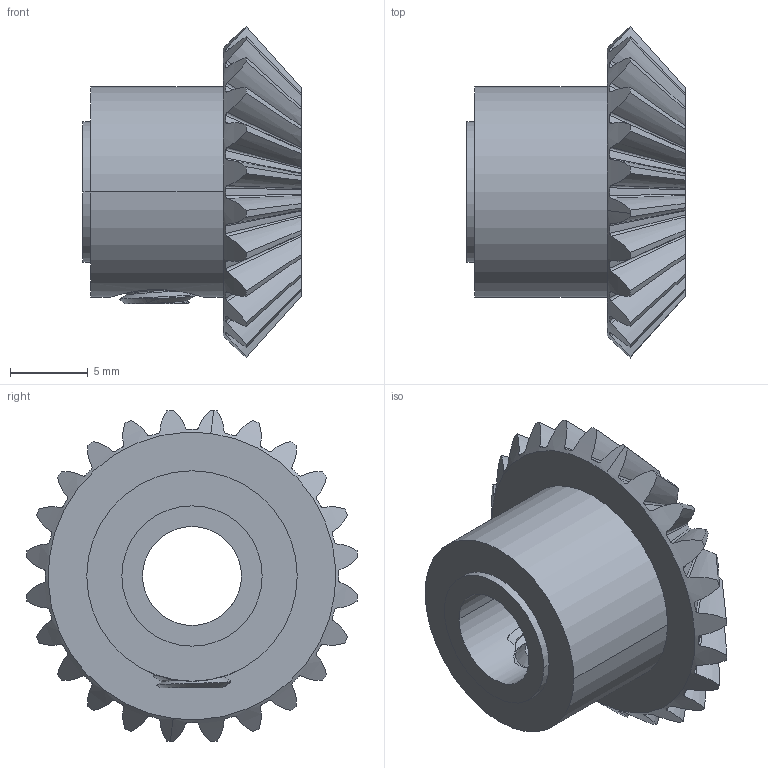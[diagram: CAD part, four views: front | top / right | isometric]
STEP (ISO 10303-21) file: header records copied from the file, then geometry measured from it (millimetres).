
FILE_DESCRIPTION (( 'STEP AP203' ), '1' );
FILE_NAME ('2317-0250-0024 assembly.STEP', '2022-02-09T17:31:15', ( '' ), ( '' ), 'SwSTEP 2.0', 'SolidWorks 2016', '' );
FILE_SCHEMA (( 'CONFIG_CONTROL_DESIGN' ));
Length unit declared in the file: millimetre
Products named in the file (3): 2317-0250-0024 assembly; 2317-0250-0024; 2806-0005-0004_91390A117
Assembly tree (2 placements, depth 2):
  2317-0250-0024 assembly
    2317-0250-0024
    2806-0005-0004_91390A117
Bounding box: 14 x 21.29 x 21.29 mm (x, y, z)
Volume: 1876.4 mm3; surface area: 1784.8 mm2
Topology: 2 solids, 2 shells, 225 faces, 637 edges, 415 vertices
Faces by surface type: bspline 130, cone 44, cylinder 34, plane 17
Entity records: 17194 total; most frequent: CARTESIAN_POINT 12548, ORIENTED_EDGE 1266, EDGE_CURVE 633, DIRECTION 431, B_SPLINE_CURVE_WITH_KNOTS 430, VERTEX_POINT 415, EDGE_LOOP 232, ADVANCED_FACE 225
